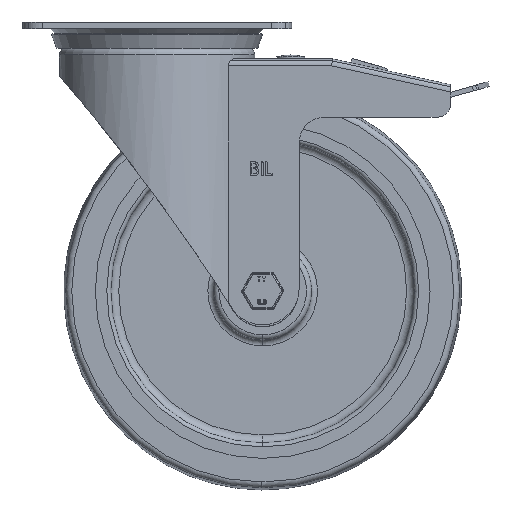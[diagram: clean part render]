
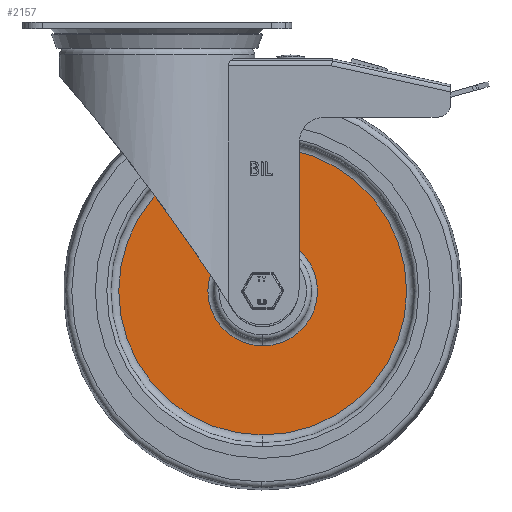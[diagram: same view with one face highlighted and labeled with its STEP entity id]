
A CAD part, front view. The second image highlights one B-rep face of the part: STEP entity #2157.
In plain terms, the highlighted planar face has unit normal (0, -1, 0).
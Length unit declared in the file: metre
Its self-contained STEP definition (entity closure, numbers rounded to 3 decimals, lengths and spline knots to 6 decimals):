
#2157=ADVANCED_FACE('0:4532',(#3500,#3501),#3502,.T.);
#3500=FACE_OUTER_BOUND('',#8197,.T.);
#3501=FACE_BOUND('',#8198,.T.);
#3502=PLANE('',#8199);
#8197=EDGE_LOOP('',(#16483,#16484));
#8198=EDGE_LOOP('',(#16485,#16486));
#8199=AXIS2_PLACEMENT_3D('',#16487,#16488,#16489);
#16483=ORIENTED_EDGE('',*,*,#20906,.F.);
#16484=ORIENTED_EDGE('',*,*,#20844,.F.);
#16485=ORIENTED_EDGE('',*,*,#20905,.T.);
#16486=ORIENTED_EDGE('',*,*,#20849,.T.);
#16487=CARTESIAN_POINT('',(0.0,-0.003,0.049875));
#16488=DIRECTION('',(0.0,-1.0,-0.0));
#16489=DIRECTION('',(-0.0,0.0,-1.0));
#20844=EDGE_CURVE('0:4607',#23531,#23533,#23534,.T.);
#20849=EDGE_CURVE('0:4604',#23537,#23541,#23543,.T.);
#20905=EDGE_CURVE('0:4604',#23541,#23537,#23631,.T.);
#20906=EDGE_CURVE('0:4607',#23533,#23531,#23632,.T.);
#23531=VERTEX_POINT('',#28798);
#23533=VERTEX_POINT('',#28800);
#23534=CIRCLE('',#28801,0.07225);
#23537=VERTEX_POINT('',#28804);
#23541=VERTEX_POINT('',#28808);
#23543=CIRCLE('',#28810,0.0275);
#23631=CIRCLE('',#28910,0.0275);
#23632=CIRCLE('',#28911,0.07225);
#28798=CARTESIAN_POINT('',(0.,-0.003,-0.07225));
#28800=CARTESIAN_POINT('',(0.0,-0.003,0.07225));
#28801=AXIS2_PLACEMENT_3D('',#35074,#35075,#35076);
#28804=CARTESIAN_POINT('',(0.,-0.003,-0.0275));
#28808=CARTESIAN_POINT('',(0.0,-0.003,0.0275));
#28810=AXIS2_PLACEMENT_3D('',#35089,#35090,#35091);
#28910=AXIS2_PLACEMENT_3D('',#35233,#35234,#35235);
#28911=AXIS2_PLACEMENT_3D('',#35236,#35237,#35238);
#35074=CARTESIAN_POINT('',(0.0,-0.003,0.0));
#35075=DIRECTION('',(0.0,1.0,0.0));
#35076=DIRECTION('',(0.0,0.0,1.0));
#35089=CARTESIAN_POINT('',(0.0,-0.003,0.0));
#35090=DIRECTION('',(0.0,1.0,0.0));
#35091=DIRECTION('',(0.0,0.0,1.0));
#35233=CARTESIAN_POINT('',(0.0,-0.003,0.0));
#35234=DIRECTION('',(0.0,1.0,0.0));
#35235=DIRECTION('',(0.0,0.0,1.0));
#35236=CARTESIAN_POINT('',(0.0,-0.003,0.0));
#35237=DIRECTION('',(0.0,1.0,0.0));
#35238=DIRECTION('',(0.0,0.0,1.0));
